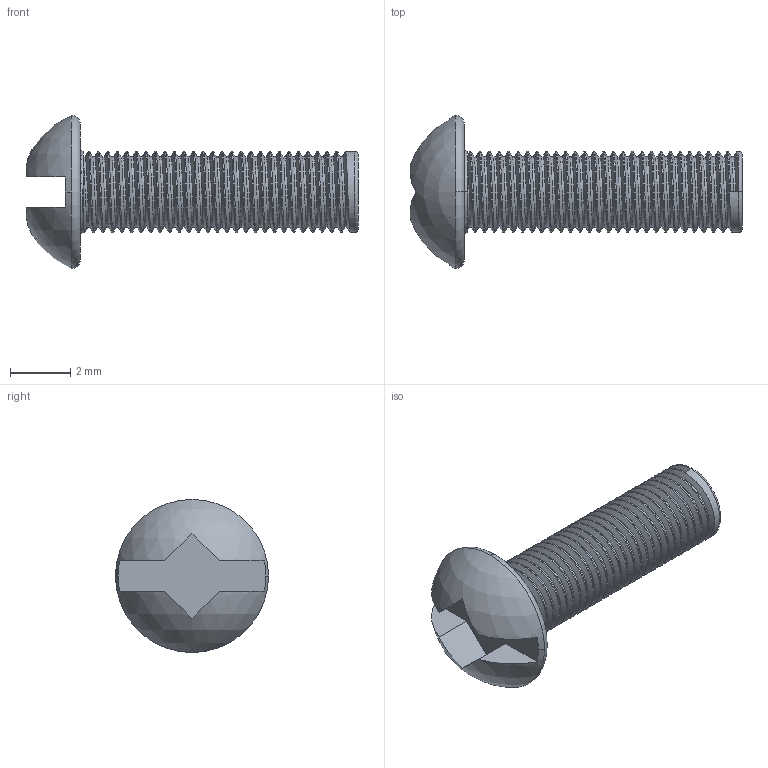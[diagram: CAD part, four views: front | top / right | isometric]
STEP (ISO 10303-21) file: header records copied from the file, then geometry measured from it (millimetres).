
FILE_DESCRIPTION (( 'STEP AP203' ), '1' );
FILE_NAME ('3d.step', '2022-12-31T17:25:58', ( '' ), ( '' ), 'SwSTEP 2.0', 'SolidWorks 2021', '' );
FILE_SCHEMA (( 'CONFIG_CONTROL_DESIGN' ));
Length unit declared in the file: millimetre
Products named in the file (1): 3d
Bounding box: 11.06 x 5.1 x 5.1 mm (x, y, z)
Volume: 64.4 mm3; surface area: 182.4 mm2
Topology: 1 solids, 1 shells, 83 faces, 232 edges, 152 vertices
Faces by surface type: cylinder 58, plane 13, torus 6, bspline 4, sphere 2
Entity records: 6483 total; most frequent: CARTESIAN_POINT 4614, ORIENTED_EDGE 464, DIRECTION 307, EDGE_CURVE 232, VERTEX_POINT 152, AXIS2_PLACEMENT_3D 116, EDGE_LOOP 84, FACE_OUTER_BOUND 83
